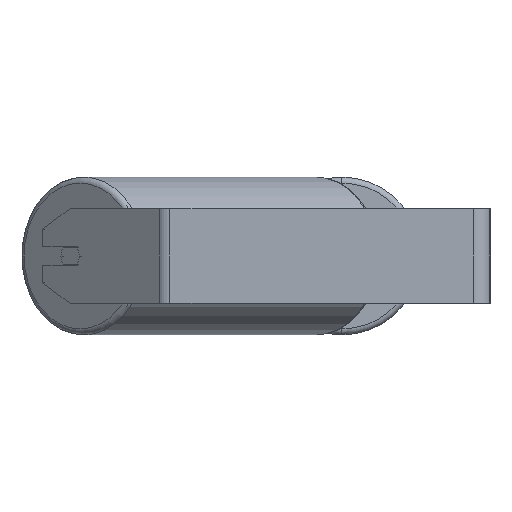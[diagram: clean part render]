
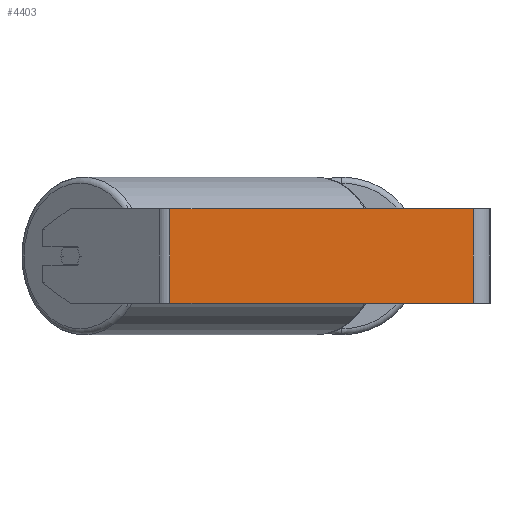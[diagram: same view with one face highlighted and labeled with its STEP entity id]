
A CAD part, left-side view. The second image highlights one B-rep face of the part: STEP entity #4403.
In plain terms, the highlighted planar face has unit normal (-1, 0, 0).
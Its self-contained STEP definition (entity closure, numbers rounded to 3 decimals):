
#33 = DIRECTION ( 'NONE',  ( 0., 0., -1. ) ) ;
#476 = CARTESIAN_POINT ( 'NONE',  ( -525., 269.92, -40. ) ) ;
#547 = CARTESIAN_POINT ( 'NONE',  ( -525., 14., 40. ) ) ;
#728 = VERTEX_POINT ( 'NONE', #547 ) ;
#967 = VERTEX_POINT ( 'NONE', #6383 ) ;
#1340 = VECTOR ( 'NONE', #2441, 1000. ) ;
#1410 = CARTESIAN_POINT ( 'NONE',  ( -525., 269.92, 40. ) ) ;
#1630 = ORIENTED_EDGE ( 'NONE', *, *, #2688, .F. ) ;
#1951 = VERTEX_POINT ( 'NONE', #476 ) ;
#1963 = ORIENTED_EDGE ( 'NONE', *, *, #4413, .T. ) ;
#2120 = CARTESIAN_POINT ( 'NONE',  ( -525., 14., 40. ) ) ;
#2332 = DIRECTION ( 'NONE',  ( 0., -1., 0. ) ) ;
#2441 = DIRECTION ( 'NONE',  ( 0., -1., 0. ) ) ;
#2688 = EDGE_CURVE ( 'NONE', #5966, #728, #8422, .T. ) ;
#2707 = LINE ( 'NONE', #6800, #6859 ) ;
#2734 = AXIS2_PLACEMENT_3D ( 'NONE', #5375, #4720, #33 ) ;
#3108 = CARTESIAN_POINT ( 'NONE',  ( -525., 275.015, -40. ) ) ;
#3128 = EDGE_LOOP ( 'NONE', ( #4356, #8360, #1630, #1963 ) ) ;
#3286 = VECTOR ( 'NONE', #2332, 1000. ) ;
#4039 = LINE ( 'NONE', #2120, #6653 ) ;
#4049 = PLANE ( 'NONE',  #2734 ) ;
#4224 = FACE_OUTER_BOUND ( 'NONE', #3128, .T. ) ;
#4356 = ORIENTED_EDGE ( 'NONE', *, *, #6511, .T. ) ;
#4403 = ADVANCED_FACE ( 'NONE', ( #4224 ), #4049, .F. ) ;
#4413 = EDGE_CURVE ( 'NONE', #5966, #1951, #2707, .T. ) ;
#4720 = DIRECTION ( 'NONE',  ( 1., 0., 0. ) ) ;
#4842 = DIRECTION ( 'NONE',  ( 0., 0., -1. ) ) ;
#5375 = CARTESIAN_POINT ( 'NONE',  ( -525., 275.015, 40. ) ) ;
#5467 = DIRECTION ( 'NONE',  ( 0., 0., -1. ) ) ;
#5688 = LINE ( 'NONE', #3108, #1340 ) ;
#5966 = VERTEX_POINT ( 'NONE', #1410 ) ;
#6383 = CARTESIAN_POINT ( 'NONE',  ( -525., 14., -40. ) ) ;
#6511 = EDGE_CURVE ( 'NONE', #1951, #967, #5688, .T. ) ;
#6653 = VECTOR ( 'NONE', #4842, 1000. ) ;
#6800 = CARTESIAN_POINT ( 'NONE',  ( -525., 269.92, 40. ) ) ;
#6859 = VECTOR ( 'NONE', #5467, 1000. ) ;
#8360 = ORIENTED_EDGE ( 'NONE', *, *, #8683, .F. ) ;
#8422 = LINE ( 'NONE', #8463, #3286 ) ;
#8463 = CARTESIAN_POINT ( 'NONE',  ( -525., 275.015, 40. ) ) ;
#8683 = EDGE_CURVE ( 'NONE', #728, #967, #4039, .T. ) ;
